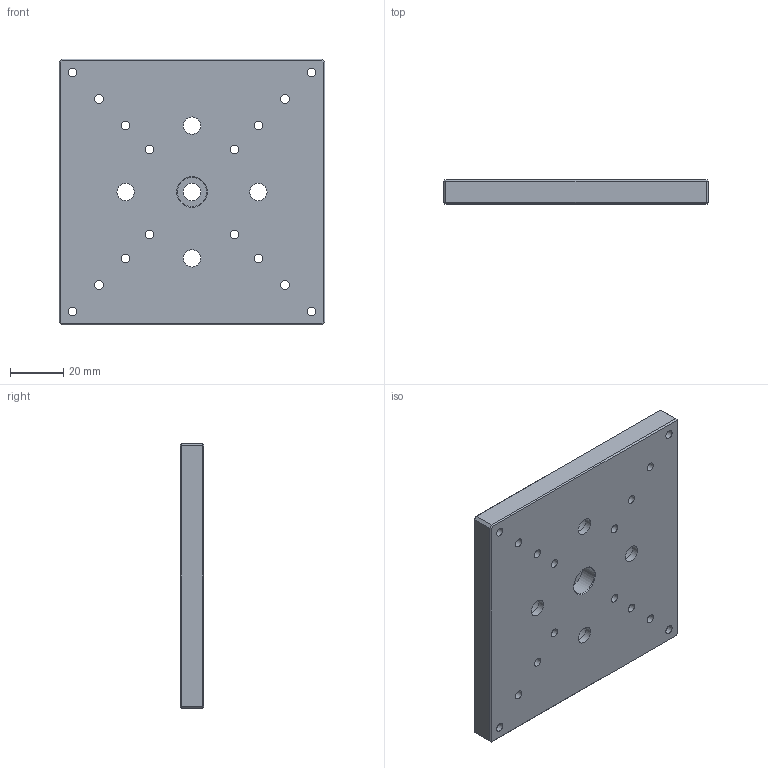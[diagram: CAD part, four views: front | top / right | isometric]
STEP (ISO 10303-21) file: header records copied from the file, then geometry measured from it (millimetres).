
FILE_DESCRIPTION (( 'STEP AP203' ), '1' );
FILE_NAME ('100-100-9-蛌諉啣.STEP', '2025-05-19T03:33:42', ( 'Windows User' ), ( 'P R C' ), 'SwSTEP 2.0', 'SolidWorks 2020', '' );
FILE_SCHEMA (( 'CONFIG_CONTROL_DESIGN' ));
Length unit declared in the file: millimetre
Products named in the file (1): 100-100-9-蛌諉啣
Bounding box: 100 x 9 x 100 mm (x, y, z)
Volume: 85129.8 mm3; surface area: 25548.6 mm2
Topology: 1 solids, 1 shells, 78 faces, 177 edges, 106 vertices
Faces by surface type: plane 31, cylinder 26, cone 21
Full cylindrical faces by diameter (mm): 3.3 x16, 6.5 x5, 11 x5
Entity records: 2083 total; most frequent: DIRECTION 360, CARTESIAN_POINT 313, ORIENTED_EDGE 258, EDGE_LOOP 172, AXIS2_PLACEMENT_3D 152, EDGE_CURVE 129, VERTEX_POINT 105, FACE_OUTER_BOUND 104
